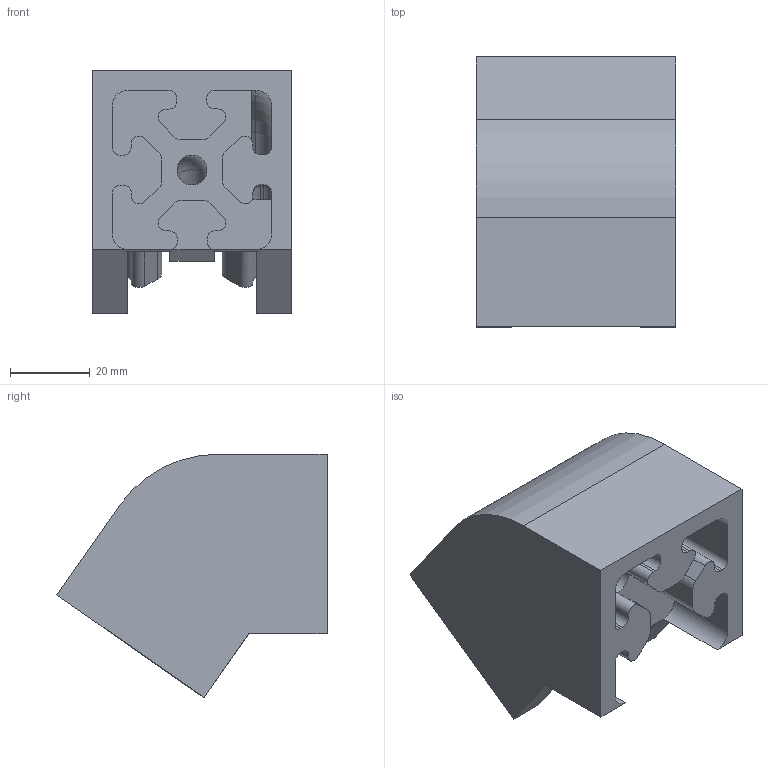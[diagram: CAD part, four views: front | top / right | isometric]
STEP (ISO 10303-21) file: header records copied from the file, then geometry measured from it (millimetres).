
FILE_DESCRIPTION(/* description */ (''),/* implementation_level */ '2;1');
FILE_NAME(/* name */ 'Front_Joint_Suspsion_Romeo003 v7.step',/* time_stamp */ '2025-09-30T15:36:58+05:30',/* author */ (''),/* organization */ (''),/* preprocessor_version */ 'ST-DEVELOPER v20.1',/* originating_system */ 'Autodesk Translation Framework v14.17.0.0',/* authorisation */ '');
FILE_SCHEMA (('AUTOMOTIVE_DESIGN { 1 0 10303 214 3 1 1 }'));
Length unit declared in the file: millimetre
Products named in the file (1): Front_Joint_Suspsion_Romeo003
Bounding box: 50 x 67.69 x 61.05 mm (x, y, z)
Volume: 92228.4 mm3; surface area: 25393.9 mm2
Topology: 1 solids, 1 shells, 164 faces, 489 edges, 321 vertices
Faces by surface type: plane 79, cylinder 78, torus 5, bspline 2
Full cylindrical faces by diameter (mm): 7.5 x2
Entity records: 5585 total; most frequent: CARTESIAN_POINT 989, DIRECTION 982, ORIENTED_EDGE 974, EDGE_CURVE 487, AXIS2_PLACEMENT_3D 332, VERTEX_POINT 321, LINE 318, VECTOR 318
